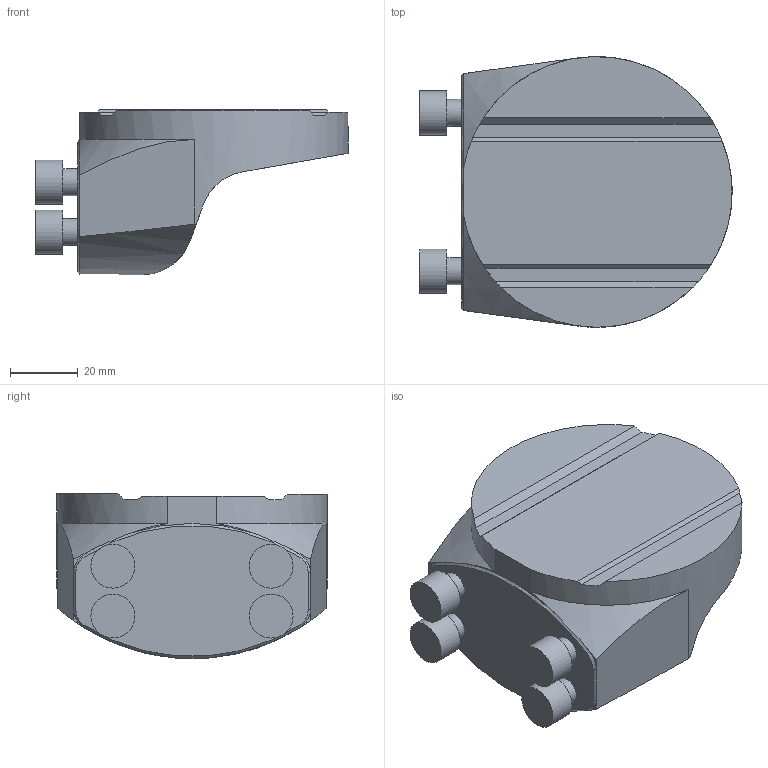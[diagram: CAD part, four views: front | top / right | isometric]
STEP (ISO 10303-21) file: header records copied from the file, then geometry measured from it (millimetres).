
FILE_DESCRIPTION(/* description */ (''),/* implementation_level */ '2;1');
FILE_NAME(/* name */ '1529305199055.stp',/* time_stamp */ '2018-06-18T09:00:06+02:00',/* author */ (''),/* organization */ ('SMS'),/* preprocessor_version */ 'ST-DEVELOPER v15',/* originating_system */ 'SIEMENS PLM Software NX 8.5',/* authorisation */ '');
FILE_SCHEMA (('AUTOMOTIVE_DESIGN { 1 0 10303 214 3 1 1 1 }'));
Length unit declared in the file: millimetre
Products named in the file (1): SL70-80_40-RF
Bounding box: 92.32 x 80 x 48.91 mm (x, y, z)
Volume: 164083.3 mm3; surface area: 22094.7 mm2
Topology: 1 solids, 1 shells, 49 faces, 116 edges, 82 vertices
Faces by surface type: plane 29, cylinder 12, cone 8
Full cylindrical faces by diameter (mm): 8 x4, 13 x4
Entity records: 1486 total; most frequent: CARTESIAN_POINT 295, DIRECTION 256, ORIENTED_EDGE 208, AXIS2_PLACEMENT_3D 111, EDGE_CURVE 104, VERTEX_POINT 73, EDGE_LOOP 65, ADVANCED_FACE 49
